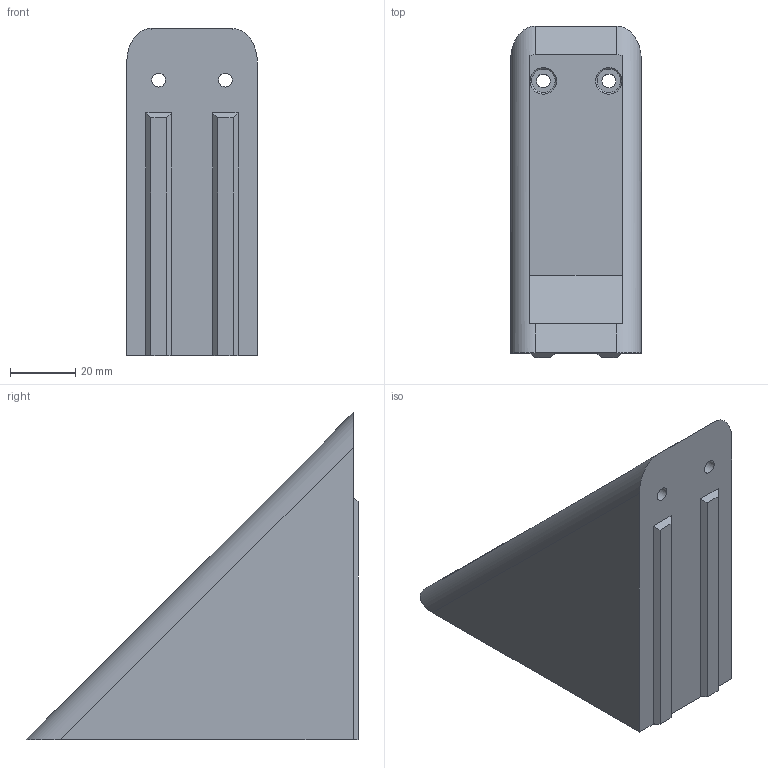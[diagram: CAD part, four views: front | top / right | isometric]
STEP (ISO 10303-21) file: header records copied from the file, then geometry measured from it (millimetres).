
FILE_DESCRIPTION(/* description */ (''),/* implementation_level */ '2;1');
FILE_NAME(/* name */ 'Z_SUPPORT.step',/* time_stamp */ '2021-09-09T23:57:33+02:00',/* author */ (''),/* organization */ (''),/* preprocessor_version */ 'ST-DEVELOPER v18.1',/* originating_system */ 'Autodesk Translation Framework v10.10.0.1391',/* authorisation */ '');
FILE_SCHEMA (('AUTOMOTIVE_DESIGN { 1 0 10303 214 3 1 1 }'));
Length unit declared in the file: millimetre
Products named in the file (1): Z_SUPPORT
Bounding box: 40 x 101.5 x 100 mm (x, y, z)
Volume: 100003.1 mm3; surface area: 30278.6 mm2
Topology: 1 solids, 1 shells, 90 faces, 250 edges, 166 vertices
Faces by surface type: plane 42, bspline 34, cylinder 10, cone 4
Full cylindrical faces by diameter (mm): 4.2 x4, 7.2 x4
Entity records: 3131 total; most frequent: CARTESIAN_POINT 1021, ORIENTED_EDGE 500, DIRECTION 328, EDGE_CURVE 250, VERTEX_POINT 166, LINE 146, VECTOR 146, EDGE_LOOP 104
